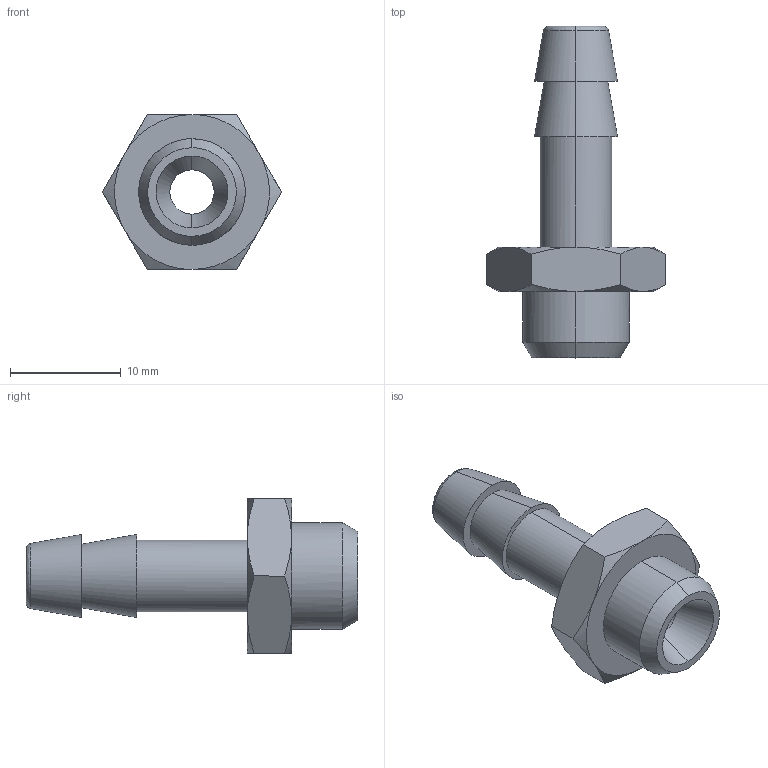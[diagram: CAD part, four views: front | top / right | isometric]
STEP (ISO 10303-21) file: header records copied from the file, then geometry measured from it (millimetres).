
FILE_DESCRIPTION (( 'STEP AP214' ), '1' );
FILE_NAME ('DRF.SP01-07.STEP', '2018-09-05T07:53:50', ( '' ), ( '' ), 'SwSTEP 2.0', 'SolidWorks 2018', '' );
FILE_SCHEMA (( 'AUTOMOTIVE_DESIGN' ));
Length unit declared in the file: millimetre
Products named in the file (1): DRF.SP01-07
Bounding box: 16.17 x 30 x 14 mm (x, y, z)
Volume: 1361.3 mm3; surface area: 1462.2 mm2
Topology: 1 solids, 1 shells, 40 faces, 84 edges, 50 vertices
Faces by surface type: bspline 40
Entity records: 1868 total; most frequent: CARTESIAN_POINT 1309, ORIENTED_EDGE 168, EDGE_CURVE 84, B_SPLINE_CURVE_WITH_KNOTS 72, VERTEX_POINT 50, EDGE_LOOP 46, ADVANCED_FACE 40, FACE_OUTER_BOUND 40
